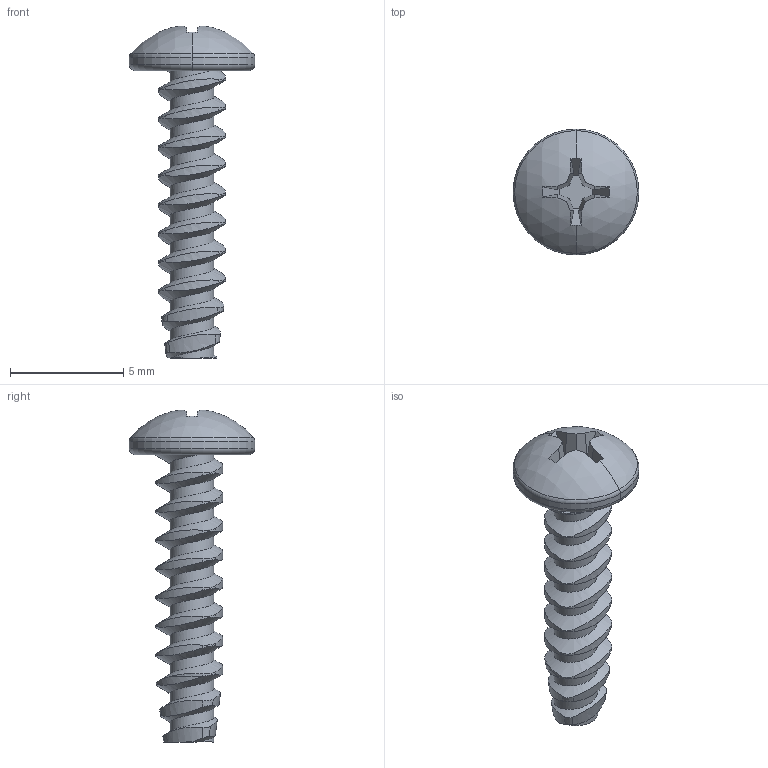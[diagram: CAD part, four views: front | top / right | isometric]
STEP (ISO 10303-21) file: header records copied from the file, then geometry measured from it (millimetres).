
FILE_DESCRIPTION (( 'STEP AP203' ), '1' );
FILE_NAME ('90380A110.step', '2013-03-13T14:09:23', ( 'Admin' ), ( 'Microsoft' ), 'SwSTEP 2.0', 'SolidWorks 2012', '' );
FILE_SCHEMA (( 'CONFIG_CONTROL_DESIGN' ));
Length unit declared in the file: inch
Products named in the file (1): 90380A110
Bounding box: 5.56 x 5.56 x 14.68 mm (x, y, z)
Volume: 85.6 mm3; surface area: 205.2 mm2
Topology: 1 solids, 1 shells, 109 faces, 311 edges, 205 vertices
Faces by surface type: cylinder 58, plane 23, cone 19, torus 4, bspline 3, sphere 2
Entity records: 5845 total; most frequent: CARTESIAN_POINT 3197, ORIENTED_EDGE 622, DIRECTION 417, EDGE_CURVE 311, VERTEX_POINT 205, AXIS2_PLACEMENT_3D 151, B_SPLINE_CURVE_WITH_KNOTS 150, LINE 115
